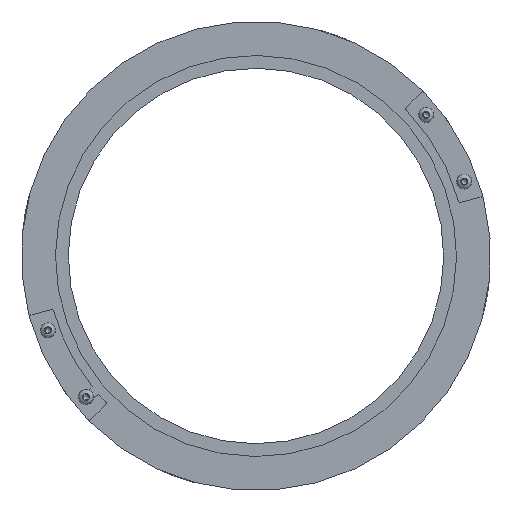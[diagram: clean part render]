
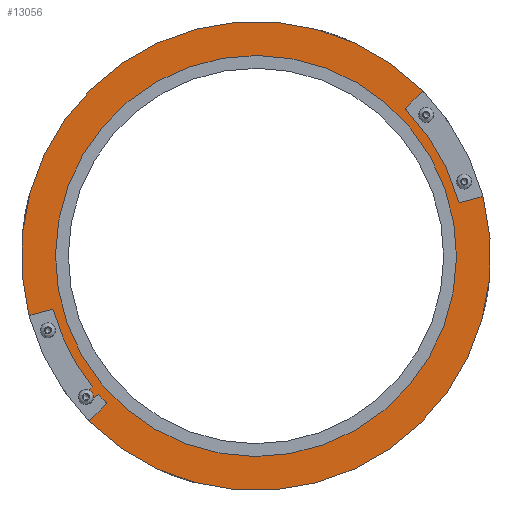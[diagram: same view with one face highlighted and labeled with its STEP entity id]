
A CAD part, front view. The second image highlights one B-rep face of the part: STEP entity #13056.
In plain terms, the highlighted planar face has unit normal (0, -1, 0).
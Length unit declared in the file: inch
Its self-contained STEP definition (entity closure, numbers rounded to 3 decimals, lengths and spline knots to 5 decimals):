
#12681=CARTESIAN_POINT('',(-89.70849,1.08286,-87.89953));
#12682=VERTEX_POINT('',#12681);
#12683=CARTESIAN_POINT('',(-89.77036,1.08286,-87.79092));
#12684=DIRECTION('',(0.,1.,0.));
#12685=DIRECTION('',(-0.495,0.,0.869));
#12686=AXIS2_PLACEMENT_3D('',#12683,#12684,#12685);
#12687=CIRCLE('',#12686,0.125);
#12688=EDGE_CURVE('',#12682,#12682,#12687,.T.);
#12709=CARTESIAN_POINT('',(-88.56049,1.08286,-88.97072));
#12710=VERTEX_POINT('',#12709);
#12711=CARTESIAN_POINT('',(-89.24243,1.08286,-88.78375));
#12712=VERTEX_POINT('',#12711);
#12713=CARTESIAN_POINT('',(-88.99494,1.08286,-89.21821));
#12714=DIRECTION('',(0.,-1.0,0.));
#12715=DIRECTION('',(0.495,0.,-0.869));
#12716=AXIS2_PLACEMENT_3D('',#12713,#12714,#12715);
#12717=CIRCLE('',#12716,0.5);
#12718=EDGE_CURVE('',#12710,#12712,#12717,.T.);
#12751=CARTESIAN_POINT('',(-89.05545,1.08286,-88.10183));
#12752=VERTEX_POINT('',#12751);
#12753=CARTESIAN_POINT('',(-89.48991,1.08286,-88.3493));
#12754=DIRECTION('',(0.,-1.0,0.));
#12755=DIRECTION('',(-0.869,0.,-0.495));
#12756=AXIS2_PLACEMENT_3D('',#12753,#12754,#12755);
#12757=CIRCLE('',#12756,0.5);
#12758=EDGE_CURVE('',#12712,#12752,#12757,.T.);
#12784=CARTESIAN_POINT('',(-89.13594,1.08286,-87.96051));
#12785=VERTEX_POINT('',#12784);
#12786=CARTESIAN_POINT('',(-89.05545,1.08286,-88.10183));
#12787=DIRECTION('',(-0.495,0.,0.869));
#12788=VECTOR('',#12787,0.16263);
#12789=LINE('',#12786,#12788);
#12790=EDGE_CURVE('',#12752,#12785,#12789,.T.);
#12815=CARTESIAN_POINT('',(-88.4801,1.08286,-89.11184));
#12816=VERTEX_POINT('',#12815);
#12817=CARTESIAN_POINT('',(-88.4801,1.08286,-89.11184));
#12818=DIRECTION('',(-0.495,0.,0.869));
#12819=VECTOR('',#12818,0.16242);
#12820=LINE('',#12817,#12819);
#12821=EDGE_CURVE('',#12816,#12710,#12820,.T.);
#12846=CARTESIAN_POINT('',(-100.26558,1.08286,-95.06267));
#12847=VERTEX_POINT('',#12846);
#12848=CARTESIAN_POINT('',(-100.45258,1.08286,-95.74459));
#12849=VERTEX_POINT('',#12848);
#12850=CARTESIAN_POINT('',(-100.01811,1.08286,-95.49714));
#12851=DIRECTION('',(0.,-1.,0.));
#12852=DIRECTION('',(0.869,0.,0.495));
#12853=AXIS2_PLACEMENT_3D('',#12850,#12851,#12852);
#12854=CIRCLE('',#12853,0.5);
#12855=EDGE_CURVE('',#12847,#12849,#12854,.T.);
#12888=CARTESIAN_POINT('',(-100.3722,1.08286,-95.88573));
#12889=VERTEX_POINT('',#12888);
#12890=CARTESIAN_POINT('',(-100.45258,1.08286,-95.74459));
#12891=DIRECTION('',(0.495,0.,-0.869));
#12892=VECTOR('',#12891,0.16242);
#12893=LINE('',#12890,#12892);
#12894=EDGE_CURVE('',#12849,#12889,#12893,.T.);
#12919=CARTESIAN_POINT('',(-101.02799,1.08286,-94.73437));
#12920=VERTEX_POINT('',#12919);
#12921=CARTESIAN_POINT('',(-100.9475,1.08286,-94.87568));
#12922=VERTEX_POINT('',#12921);
#12923=CARTESIAN_POINT('',(-101.02799,1.08286,-94.73437));
#12924=DIRECTION('',(0.495,0.,-0.869));
#12925=VECTOR('',#12924,0.16263);
#12926=LINE('',#12923,#12925);
#12927=EDGE_CURVE('',#12920,#12922,#12926,.T.);
#12959=CARTESIAN_POINT('',(-100.51304,1.08286,-94.62821));
#12960=DIRECTION('',(0.,-1.,0.));
#12961=DIRECTION('',(-0.495,0.,0.869));
#12962=AXIS2_PLACEMENT_3D('',#12959,#12960,#12961);
#12963=CIRCLE('',#12962,0.5);
#12964=EDGE_CURVE('',#12922,#12847,#12963,.T.);
#12992=CARTESIAN_POINT('',(-94.75398,1.08286,-91.92325));
#12993=DIRECTION('',(0.,-1.,0.));
#12994=DIRECTION('',(0.495,0.,-0.869));
#12995=AXIS2_PLACEMENT_3D('',#12992,#12993,#12994);
#12996=CIRCLE('',#12995,6.875);
#12997=EDGE_CURVE('',#12785,#12920,#12996,.T.);
#13008=CARTESIAN_POINT('',(-91.59881,1.08286,-97.46271));
#13009=DIRECTION('',(0.,-1.0,0.));
#13010=DIRECTION('',(-0.869,0.,-0.495));
#13011=AXIS2_PLACEMENT_3D('',#13008,#13009,#13010);
#13012=PLANE('',#13011);
#13013=ORIENTED_EDGE('',*,*,#12821,.T.);
#13014=ORIENTED_EDGE('',*,*,#12718,.T.);
#13015=ORIENTED_EDGE('',*,*,#12758,.T.);
#13016=ORIENTED_EDGE('',*,*,#12790,.T.);
#13017=ORIENTED_EDGE('',*,*,#12997,.T.);
#13018=ORIENTED_EDGE('',*,*,#12927,.T.);
#13019=ORIENTED_EDGE('',*,*,#12964,.T.);
#13020=ORIENTED_EDGE('',*,*,#12855,.T.);
#13021=ORIENTED_EDGE('',*,*,#12894,.T.);
#13022=CARTESIAN_POINT('',(-94.75398,1.08286,-91.92325));
#13023=DIRECTION('',(0.,-1.,0.));
#13024=DIRECTION('',(0.495,0.,-0.869));
#13025=AXIS2_PLACEMENT_3D('',#13022,#13023,#13024);
#13026=CIRCLE('',#13025,6.875);
#13027=EDGE_CURVE('',#12889,#12816,#13026,.T.);
#13028=ORIENTED_EDGE('',*,*,#13027,.T.);
#13029=EDGE_LOOP('',(#13013,#13014,#13015,#13016,#13017,#13018,#13019,#13020,#13021,#13028));
#13030=FACE_OUTER_BOUND('',#13029,.T.);
#13031=ORIENTED_EDGE('',*,*,#12688,.T.);
#13032=EDGE_LOOP('',(#13031));
#13033=FACE_BOUND('',#13032,.T.);
#13034=CARTESIAN_POINT('',(-91.84628,1.08286,-97.02824));
#13035=VERTEX_POINT('',#13034);
#13036=CARTESIAN_POINT('',(-94.75398,1.08286,-91.92325));
#13037=DIRECTION('',(0.,-1.0,0.));
#13038=DIRECTION('',(0.495,0.,-0.869));
#13039=AXIS2_PLACEMENT_3D('',#13036,#13037,#13038);
#13040=CIRCLE('',#13039,5.875);
#13041=EDGE_CURVE('',#13035,#13035,#13040,.T.);
#13042=ORIENTED_EDGE('',*,*,#13041,.F.);
#13043=EDGE_LOOP('',(#13042));
#13044=FACE_BOUND('',#13043,.T.);
#13045=CARTESIAN_POINT('',(-99.79946,1.08286,-95.94698));
#13046=VERTEX_POINT('',#13045);
#13047=CARTESIAN_POINT('',(-99.7376,1.08286,-96.05559));
#13048=DIRECTION('',(0.,1.,0.));
#13049=DIRECTION('',(0.495,0.,-0.869));
#13050=AXIS2_PLACEMENT_3D('',#13047,#13048,#13049);
#13051=CIRCLE('',#13050,0.125);
#13052=EDGE_CURVE('',#13046,#13046,#13051,.T.);
#13053=ORIENTED_EDGE('',*,*,#13052,.T.);
#13054=EDGE_LOOP('',(#13053));
#13055=FACE_BOUND('',#13054,.T.);
#13056=ADVANCED_FACE('',(#13030,#13033,#13044,#13055),#13012,.T.);
